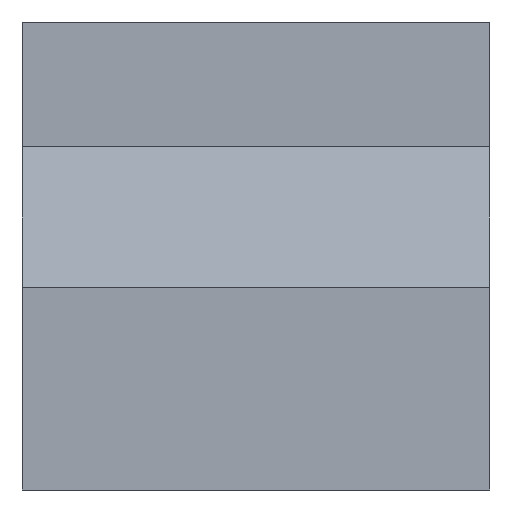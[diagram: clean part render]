
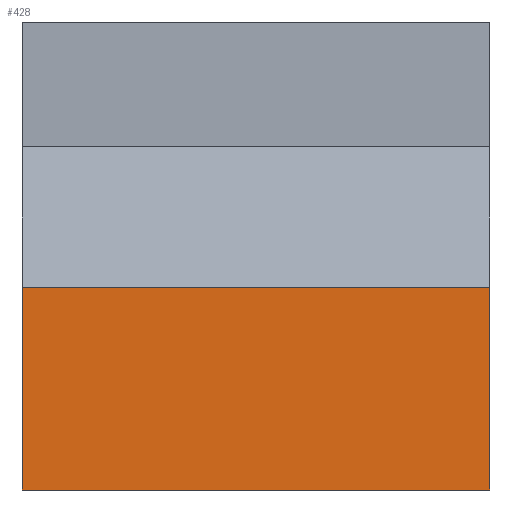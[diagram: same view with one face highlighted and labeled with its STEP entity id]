
A CAD part, front view. The second image highlights one B-rep face of the part: STEP entity #428.
In plain terms, the highlighted planar face has unit normal (0, -1, 0).
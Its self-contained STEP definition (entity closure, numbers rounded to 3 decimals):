
#161=CARTESIAN_POINT('Vertex',(-15.,-30.,0.)) ;
#164=CARTESIAN_POINT('Line Origine',(-15.,-30.,6.5)) ;
#168=CARTESIAN_POINT('Vertex',(-15.,-30.,13.)) ;
#228=CARTESIAN_POINT('Line Origine',(0.,-30.,13.)) ;
#232=CARTESIAN_POINT('Vertex',(15.,-30.,13.)) ;
#393=CARTESIAN_POINT('Line Origine',(0.,-30.,0.)) ;
#397=CARTESIAN_POINT('Vertex',(15.,-30.,0.)) ;
#412=CARTESIAN_POINT('Axis2P3D Location',(0.,-30.,0.)) ;
#417=CARTESIAN_POINT('Line Origine',(15.,-30.,6.5)) ;
#165=DIRECTION('Vector Direction',(0.,0.,1.)) ;
#229=DIRECTION('Vector Direction',(1.,0.,0.)) ;
#394=DIRECTION('Vector Direction',(1.,0.,0.)) ;
#413=DIRECTION('Axis2P3D Direction',(0.,1.,0.)) ;
#414=DIRECTION('Axis2P3D XDirection',(0.,0.,1.)) ;
#418=DIRECTION('Vector Direction',(0.,0.,1.)) ;
#415=AXIS2_PLACEMENT_3D('Plane Axis2P3D',#412,#413,#414) ;
#423=ORIENTED_EDGE('',*,*,#234,.F.) ;
#424=ORIENTED_EDGE('',*,*,#170,.T.) ;
#425=ORIENTED_EDGE('',*,*,#399,.T.) ;
#426=ORIENTED_EDGE('',*,*,#421,.F.) ;
#166=VECTOR('Line Direction',#165,1.) ;
#230=VECTOR('Line Direction',#229,1.) ;
#395=VECTOR('Line Direction',#394,1.) ;
#419=VECTOR('Line Direction',#418,1.) ;
#428=ADVANCED_FACE('Corps principal',(#427),#416,.F.) ;
#170=EDGE_CURVE('',#169,#162,#167,.F.) ;
#234=EDGE_CURVE('',#169,#233,#231,.T.) ;
#399=EDGE_CURVE('',#162,#398,#396,.T.) ;
#421=EDGE_CURVE('',#233,#398,#420,.F.) ;
#422=EDGE_LOOP('',(#423,#424,#425,#426)) ;
#427=FACE_OUTER_BOUND('',#422,.T.) ;
#167=LINE('Line',#164,#166) ;
#231=LINE('Line',#228,#230) ;
#396=LINE('Line',#393,#395) ;
#420=LINE('Line',#417,#419) ;
#416=PLANE('',#415) ;
#162=VERTEX_POINT('',#161) ;
#169=VERTEX_POINT('',#168) ;
#233=VERTEX_POINT('',#232) ;
#398=VERTEX_POINT('',#397) ;
